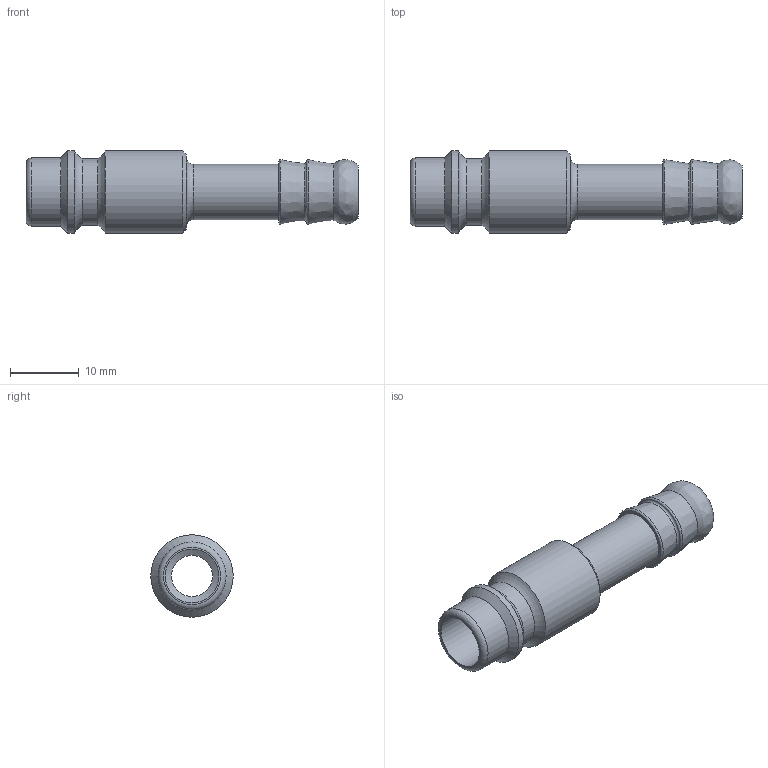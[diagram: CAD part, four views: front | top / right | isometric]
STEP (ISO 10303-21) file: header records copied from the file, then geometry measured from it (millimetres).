
FILE_DESCRIPTION(/* description */ ('25SFTF06SXZ-76501'),/* implementation_level */ '2;1');
FILE_NAME(/* name */ '25sftf08sxz.stp',/* time_stamp */ '2018-03-21T08:36:03+01:00',/* author */ ('IA176480'),/* organization */ (''),/* preprocessor_version */ 'ST-DEVELOPER v16.5',/* originating_system */ 'Autodesk Inventor 2017',/* authorisation */ '');
FILE_SCHEMA (('AUTOMOTIVE_DESIGN { 1 0 10303 214 3 1 1 }'));
Length unit declared in the file: millimetre
Products named in the file (1): 25SFTF08SXZ
Bounding box: 48.3 x 12 x 12 mm (x, y, z)
Volume: 1923.4 mm3; surface area: 2680.7 mm2
Topology: 1 solids, 1 shells, 24 faces, 48 edges, 28 vertices
Faces by surface type: torus 7, cylinder 7, cone 5, plane 4, bspline 1
Full cylindrical faces by diameter (mm): 6 x1, 7.85 x1, 8.1 x1, 9.75 x1, 9.9 x1, 12 x2
Entity records: 570 total; most frequent: CARTESIAN_POINT 107, DIRECTION 102, ORIENTED_EDGE 56, AXIS2_PLACEMENT_3D 51, EDGE_LOOP 46, EDGE_CURVE 28, CIRCLE 27, VERTEX_POINT 26
